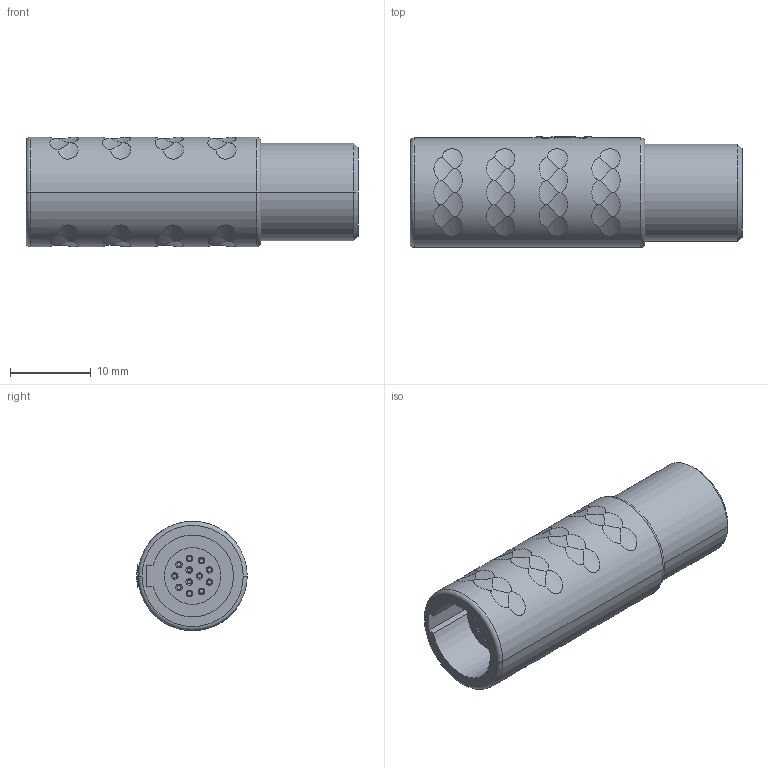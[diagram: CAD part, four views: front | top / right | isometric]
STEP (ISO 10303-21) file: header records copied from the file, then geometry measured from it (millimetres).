
FILE_DESCRIPTION((''),'2;1');
FILE_NAME('K11M0_-P12L','2023-09-11T10:51:20',('RTrager'),(''),'CREO PARAMETRIC BY PTC INC, 2022014','CREO PARAMETRIC BY PTC INC, 2022014','');
FILE_SCHEMA(('AUTOMOTIVE_DESIGN { 1 0 10303 214 1 1 1 1 }'));
Length unit declared in the file: millimetre
Products named in the file (1): K11M0_-P12L
Bounding box: 41 x 13.65 x 13.5 mm (x, y, z)
Volume: 3830.7 mm3; surface area: 3369.9 mm2
Topology: 1 solids, 1 shells, 299 faces, 740 edges, 480 vertices
Faces by surface type: cylinder 167, plane 81, cone 26, torus 16, bspline 9
Entity records: 15030 total; most frequent: CARTESIAN_POINT 3740, ORIENTED_EDGE 1480, DIRECTION 1426, EDGE_CURVE 740, AXIS2_PLACEMENT_3D 573, VERTEX_POINT 480, PROPERTY_DEFINITION 409, REPRESENTATION 408
